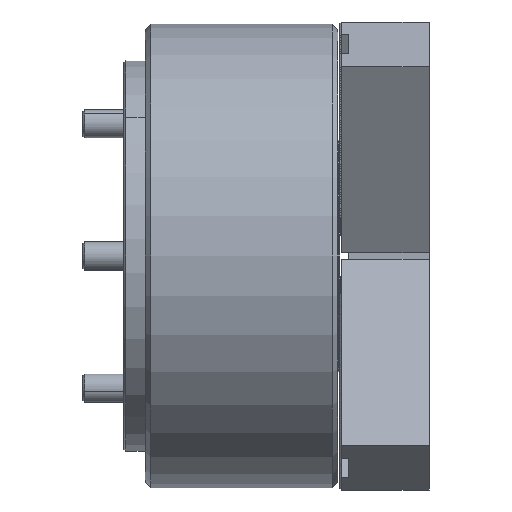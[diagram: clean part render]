
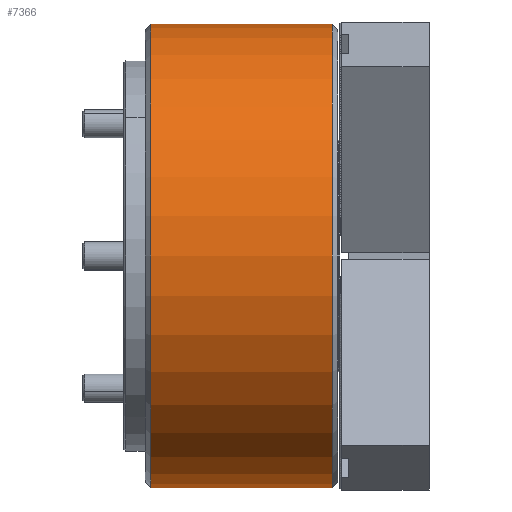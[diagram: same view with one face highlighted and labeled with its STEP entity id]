
A CAD part, front view. The second image highlights one B-rep face of the part: STEP entity #7366.
In plain terms, the highlighted cylindrical face has radius 130 mm (diameter 260 mm), a partial arc.
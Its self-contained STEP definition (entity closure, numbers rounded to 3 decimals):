
#639 = VERTEX_POINT ( 'NONE', #5416 ) ;
#1229 = EDGE_LOOP ( 'NONE', ( #4620, #5718, #21886, #20188 ) ) ;
#1528 = VECTOR ( 'NONE', #19452, 1000. ) ;
#2170 = LINE ( 'NONE', #7101, #23398 ) ;
#3211 = CIRCLE ( 'NONE', #7793, 130. ) ;
#3246 = CIRCLE ( 'NONE', #15825, 130. ) ;
#3343 = EDGE_CURVE ( 'NONE', #19957, #3899, #2170, .T. ) ;
#3348 = EDGE_CURVE ( 'NONE', #25034, #639, #7699, .T. ) ;
#3899 = VERTEX_POINT ( 'NONE', #18404 ) ;
#4334 = CARTESIAN_POINT ( 'NONE',  ( 105., 0., 130. ) ) ;
#4620 = ORIENTED_EDGE ( 'NONE', *, *, #3343, .F. ) ;
#4771 = DIRECTION ( 'NONE',  ( 1., 0., 0. ) ) ;
#5416 = CARTESIAN_POINT ( 'NONE',  ( 3., 0., 130. ) ) ;
#5718 = ORIENTED_EDGE ( 'NONE', *, *, #21071, .T. ) ;
#7101 = CARTESIAN_POINT ( 'NONE',  ( -47.09, 0., -130. ) ) ;
#7366 = ADVANCED_FACE ( 'NONE', ( #9491 ), #25194, .T. ) ;
#7699 = LINE ( 'NONE', #11230, #1528 ) ;
#7793 = AXIS2_PLACEMENT_3D ( 'NONE', #24310, #12041, #26392 ) ;
#7974 = CARTESIAN_POINT ( 'NONE',  ( 3., 0., 0. ) ) ;
#8747 = EDGE_CURVE ( 'NONE', #639, #3899, #3246, .T. ) ;
#9491 = FACE_OUTER_BOUND ( 'NONE', #1229, .T. ) ;
#10140 = AXIS2_PLACEMENT_3D ( 'NONE', #14049, #20231, #26349 ) ;
#11230 = CARTESIAN_POINT ( 'NONE',  ( -47.09, 0., 130. ) ) ;
#12041 = DIRECTION ( 'NONE',  ( -1., 0., 0. ) ) ;
#14049 = CARTESIAN_POINT ( 'NONE',  ( -47.09, 0., 0. ) ) ;
#15825 = AXIS2_PLACEMENT_3D ( 'NONE', #7974, #4771, #19138 ) ;
#18404 = CARTESIAN_POINT ( 'NONE',  ( 3., 0., -130. ) ) ;
#19138 = DIRECTION ( 'NONE',  ( 0., 0., -1. ) ) ;
#19452 = DIRECTION ( 'NONE',  ( -1., 0., 0. ) ) ;
#19957 = VERTEX_POINT ( 'NONE', #22759 ) ;
#20188 = ORIENTED_EDGE ( 'NONE', *, *, #8747, .T. ) ;
#20231 = DIRECTION ( 'NONE',  ( -1., 0., 0. ) ) ;
#21071 = EDGE_CURVE ( 'NONE', #19957, #25034, #3211, .T. ) ;
#21886 = ORIENTED_EDGE ( 'NONE', *, *, #3348, .T. ) ;
#22759 = CARTESIAN_POINT ( 'NONE',  ( 105., 0., -130. ) ) ;
#23398 = VECTOR ( 'NONE', #25566, 1000. ) ;
#24310 = CARTESIAN_POINT ( 'NONE',  ( 105., 0., 0. ) ) ;
#25034 = VERTEX_POINT ( 'NONE', #4334 ) ;
#25194 = CYLINDRICAL_SURFACE ( 'NONE', #10140, 130. ) ;
#25566 = DIRECTION ( 'NONE',  ( -1., 0., 0. ) ) ;
#26349 = DIRECTION ( 'NONE',  ( 0., 0., 1. ) ) ;
#26392 = DIRECTION ( 'NONE',  ( 0., 0., 1. ) ) ;
